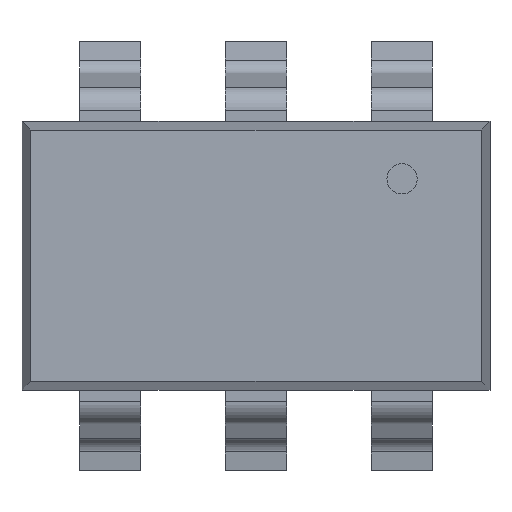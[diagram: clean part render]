
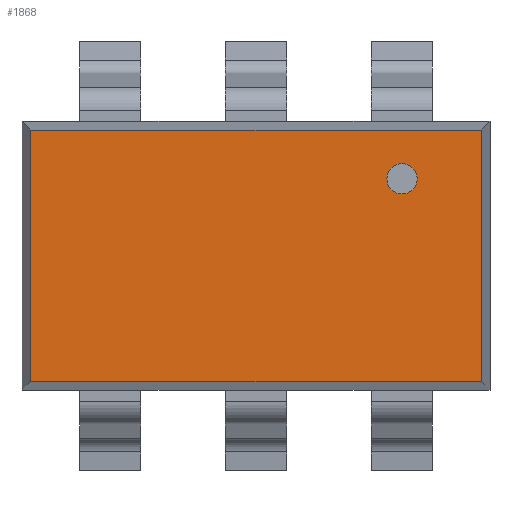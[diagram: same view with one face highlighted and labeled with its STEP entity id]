
A CAD part, top view. The second image highlights one B-rep face of the part: STEP entity #1868.
In plain terms, the highlighted planar face has unit normal (0, 0, 1).
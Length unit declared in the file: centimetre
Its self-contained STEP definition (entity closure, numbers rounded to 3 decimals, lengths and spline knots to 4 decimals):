
#313=VECTOR('',#2392,1.);
#316=VECTOR('',#2396,1.);
#318=VECTOR('',#2399,1.);
#321=VECTOR('',#2403,1.);
#497=LINE('',#2875,#313);
#500=LINE('',#2880,#316);
#502=LINE('',#2884,#318);
#505=LINE('',#2889,#321);
#578=PLANE('',#2012);
#586=VERTEX_POINT('',#2426);
#739=VERTEX_POINT('',#2874);
#740=VERTEX_POINT('',#2876);
#741=VERTEX_POINT('',#2881);
#742=VERTEX_POINT('',#2885);
#748=CIRCLE('',#1877,0.0099);
#798=EDGE_CURVE('',#586,#586,#748,.T.);
#1036=EDGE_CURVE('',#739,#740,#497,.T.);
#1039=EDGE_CURVE('',#740,#741,#500,.T.);
#1041=EDGE_CURVE('',#741,#742,#502,.T.);
#1044=EDGE_CURVE('',#742,#739,#505,.T.);
#1530=ORIENTED_EDGE('',*,*,#798,.T.);
#1531=ORIENTED_EDGE('',*,*,#1036,.F.);
#1532=ORIENTED_EDGE('',*,*,#1044,.F.);
#1533=ORIENTED_EDGE('',*,*,#1041,.F.);
#1534=ORIENTED_EDGE('',*,*,#1039,.F.);
#1665=EDGE_LOOP('',(#1530));
#1666=EDGE_LOOP('',(#1531,#1532,#1533,#1534));
#1767=FACE_BOUND('',#1665,.T.);
#1768=FACE_BOUND('',#1666,.T.);
#1868=ADVANCED_FACE('',(#1767,#1768),#578,.T.);
#1877=AXIS2_PLACEMENT_3D('',#2425,#2023,#2024);
#2012=AXIS2_PLACEMENT_3D('',#2892,#2406,$);
#2023=DIRECTION('',(0.,0.,-1.));
#2024=DIRECTION('',(0.01,0.,0.));
#2392=DIRECTION('',(1.,0.,0.));
#2396=DIRECTION('',(0.,-1.,0.));
#2399=DIRECTION('',(-1.,0.,0.));
#2403=DIRECTION('',(0.,1.,0.));
#2406=DIRECTION('',(0.,0.,1.));
#2425=CARTESIAN_POINT('',(0.0952,0.05,0.13));
#2426=CARTESIAN_POINT('',(0.105,0.05,0.13));
#2874=CARTESIAN_POINT('',(-0.1469,0.0819,0.13));
#2875=CARTESIAN_POINT('',(0.,0.0819,0.13));
#2876=CARTESIAN_POINT('',(0.1469,0.0819,0.13));
#2880=CARTESIAN_POINT('',(0.1469,0.,0.13));
#2881=CARTESIAN_POINT('',(0.1469,-0.0819,0.13));
#2884=CARTESIAN_POINT('',(0.,-0.0819,0.13));
#2885=CARTESIAN_POINT('',(-0.1469,-0.0819,0.13));
#2889=CARTESIAN_POINT('',(-0.1469,0.,0.13));
#2892=CARTESIAN_POINT('',(0.,0.,0.13));
